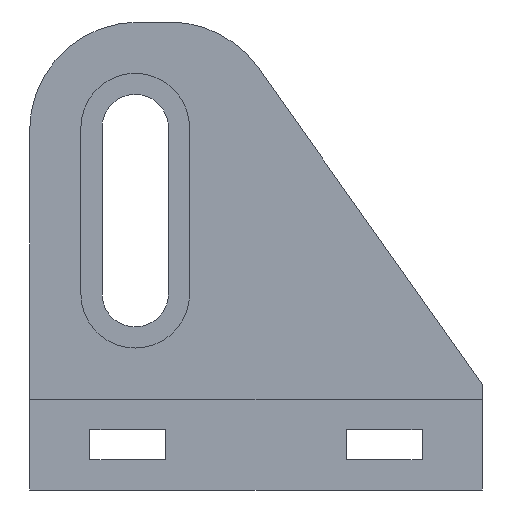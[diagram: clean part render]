
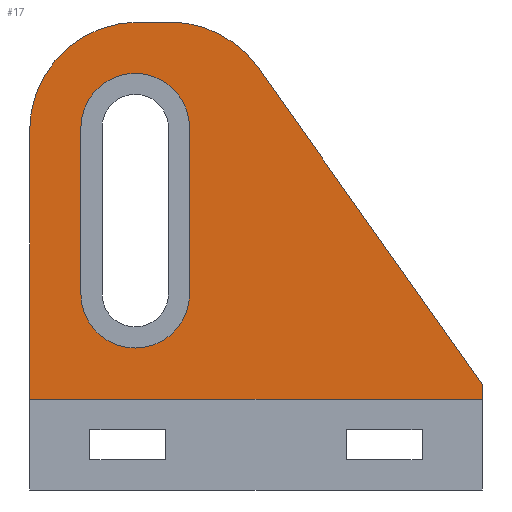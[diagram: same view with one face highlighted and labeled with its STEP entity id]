
A CAD part, left-side view. The second image highlights one B-rep face of the part: STEP entity #17.
In plain terms, the highlighted planar face has unit normal (-1, 0, 0).
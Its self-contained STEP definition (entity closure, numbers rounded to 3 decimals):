
#17 = ADVANCED_FACE('',(#18,#78),#114,.T.);
#18 = FACE_BOUND('',#19,.T.);
#19 = EDGE_LOOP('',(#20,#30,#39,#47,#55,#63,#71));
#20 = ORIENTED_EDGE('',*,*,#21,.T.);
#21 = EDGE_CURVE('',#22,#24,#26,.T.);
#22 = VERTEX_POINT('',#23);
#23 = CARTESIAN_POINT('',(1.5,5.723,31.));
#24 = VERTEX_POINT('',#25);
#25 = CARTESIAN_POINT('',(1.5,7.8,31.));
#26 = LINE('',#27,#28);
#27 = CARTESIAN_POINT('',(1.5,-15.,31.));
#28 = VECTOR('',#29,1.);
#29 = DIRECTION('',(0.,1.,0.));
#30 = ORIENTED_EDGE('',*,*,#31,.F.);
#31 = EDGE_CURVE('',#32,#24,#34,.T.);
#32 = VERTEX_POINT('',#33);
#33 = CARTESIAN_POINT('',(1.5,15.,23.8));
#34 = CIRCLE('',#35,7.2);
#35 = AXIS2_PLACEMENT_3D('',#36,#37,#38);
#36 = CARTESIAN_POINT('',(1.5,7.8,23.8));
#37 = DIRECTION('',(1.,0.,-0.));
#38 = DIRECTION('',(0.,0.,1.));
#39 = ORIENTED_EDGE('',*,*,#40,.F.);
#40 = EDGE_CURVE('',#41,#32,#43,.T.);
#41 = VERTEX_POINT('',#42);
#42 = CARTESIAN_POINT('',(1.5,15.,6.));
#43 = LINE('',#44,#45);
#44 = CARTESIAN_POINT('',(1.5,15.,6.));
#45 = VECTOR('',#46,1.);
#46 = DIRECTION('',(0.,0.,1.));
#47 = ORIENTED_EDGE('',*,*,#48,.F.);
#48 = EDGE_CURVE('',#49,#41,#51,.T.);
#49 = VERTEX_POINT('',#50);
#50 = CARTESIAN_POINT('',(1.5,-15.,6.));
#51 = LINE('',#52,#53);
#52 = CARTESIAN_POINT('',(1.5,-15.,6.));
#53 = VECTOR('',#54,1.);
#54 = DIRECTION('',(0.,1.,0.));
#55 = ORIENTED_EDGE('',*,*,#56,.T.);
#56 = EDGE_CURVE('',#49,#57,#59,.T.);
#57 = VERTEX_POINT('',#58);
#58 = CARTESIAN_POINT('',(1.5,-15.,7.));
#59 = LINE('',#60,#61);
#60 = CARTESIAN_POINT('',(1.5,-15.,6.));
#61 = VECTOR('',#62,1.);
#62 = DIRECTION('',(0.,0.,1.));
#63 = ORIENTED_EDGE('',*,*,#64,.F.);
#64 = EDGE_CURVE('',#65,#57,#67,.T.);
#65 = VERTEX_POINT('',#66);
#66 = CARTESIAN_POINT('',(1.5,-0.152,27.962));
#67 = LINE('',#68,#69);
#68 = CARTESIAN_POINT('',(1.5,-10.986,12.667));
#69 = VECTOR('',#70,1.);
#70 = DIRECTION('',(-0.,-0.578,-0.816));
#71 = ORIENTED_EDGE('',*,*,#72,.F.);
#72 = EDGE_CURVE('',#22,#65,#73,.T.);
#73 = CIRCLE('',#74,7.2);
#74 = AXIS2_PLACEMENT_3D('',#75,#76,#77);
#75 = CARTESIAN_POINT('',(1.5,5.723,23.8));
#76 = DIRECTION('',(1.,-0.,0.));
#77 = DIRECTION('',(0.,0.,-1.));
#78 = FACE_BOUND('',#79,.T.);
#79 = EDGE_LOOP('',(#80,#91,#99,#108));
#80 = ORIENTED_EDGE('',*,*,#81,.F.);
#81 = EDGE_CURVE('',#82,#84,#86,.T.);
#82 = VERTEX_POINT('',#83);
#83 = CARTESIAN_POINT('',(1.5,11.6,13.));
#84 = VERTEX_POINT('',#85);
#85 = CARTESIAN_POINT('',(1.5,4.4,13.));
#86 = CIRCLE('',#87,3.6);
#87 = AXIS2_PLACEMENT_3D('',#88,#89,#90);
#88 = CARTESIAN_POINT('',(1.5,8.,13.));
#89 = DIRECTION('',(-1.,0.,0.));
#90 = DIRECTION('',(0.,-1.,0.));
#91 = ORIENTED_EDGE('',*,*,#92,.F.);
#92 = EDGE_CURVE('',#93,#82,#95,.T.);
#93 = VERTEX_POINT('',#94);
#94 = CARTESIAN_POINT('',(1.5,11.6,24.));
#95 = LINE('',#96,#97);
#96 = CARTESIAN_POINT('',(1.5,11.6,24.));
#97 = VECTOR('',#98,1.);
#98 = DIRECTION('',(-0.,0.,-1.));
#99 = ORIENTED_EDGE('',*,*,#100,.F.);
#100 = EDGE_CURVE('',#101,#93,#103,.T.);
#101 = VERTEX_POINT('',#102);
#102 = CARTESIAN_POINT('',(1.5,4.4,24.));
#103 = CIRCLE('',#104,3.6);
#104 = AXIS2_PLACEMENT_3D('',#105,#106,#107);
#105 = CARTESIAN_POINT('',(1.5,8.,24.));
#106 = DIRECTION('',(-1.,0.,0.));
#107 = DIRECTION('',(0.,-1.,0.));
#108 = ORIENTED_EDGE('',*,*,#109,.F.);
#109 = EDGE_CURVE('',#84,#101,#110,.T.);
#110 = LINE('',#111,#112);
#111 = CARTESIAN_POINT('',(1.5,4.4,13.));
#112 = VECTOR('',#113,1.);
#113 = DIRECTION('',(0.,0.,1.));
#114 = PLANE('',#115);
#115 = AXIS2_PLACEMENT_3D('',#116,#117,#118);
#116 = CARTESIAN_POINT('',(1.5,-15.,6.));
#117 = DIRECTION('',(-1.,0.,0.));
#118 = DIRECTION('',(0.,1.,0.));
